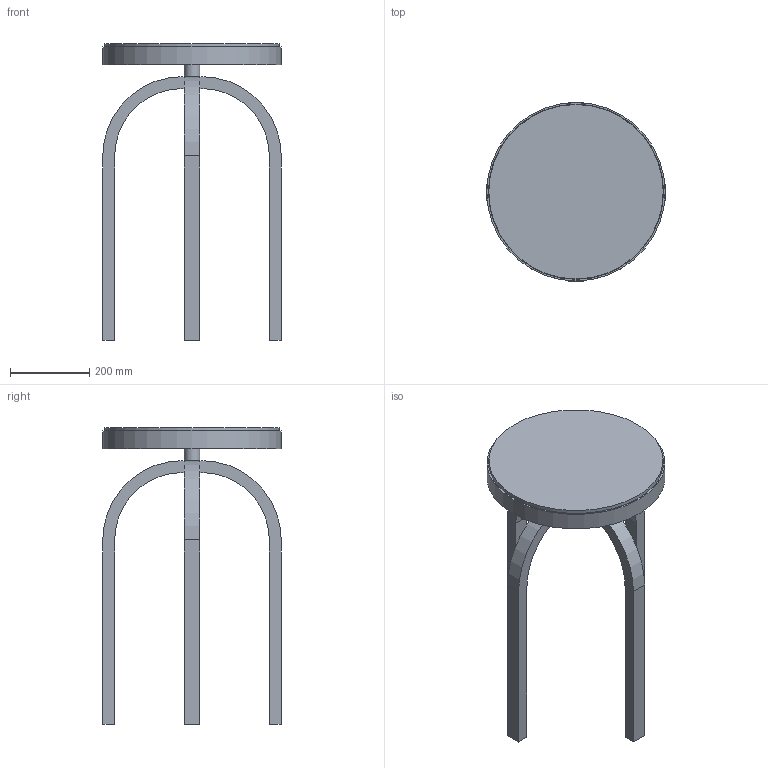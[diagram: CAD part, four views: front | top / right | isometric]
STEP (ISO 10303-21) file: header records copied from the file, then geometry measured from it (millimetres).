
FILE_DESCRIPTION(('FreeCAD Model'),'2;1');
FILE_NAME('Counter Chair.step','2017-03-27T08:19:55',( 'Author'),(''),'Open CASCADE STEP processor 7.1','FreeCAD','Unknown' );
FILE_SCHEMA(('AUTOMOTIVE_DESIGN_CC2 { 1 2 10303 214 -1 1 5 4 }'));
Length unit declared in the file: millimetre
Products named in the file (2): ASSEMBLY; Counter_chair
Assembly tree (1 placements, depth 2):
  ASSEMBLY
    Counter_chair
Bounding box: 450 x 450 x 748.27 mm (x, y, z)
Volume: 11444916.2 mm3; surface area: 1240136.3 mm2
Topology: 2 solids, 2 shells, 44 faces, 104 edges, 66 vertices
Faces by surface type: plane 32, cylinder 8, extrusion 4
Full cylindrical faces by diameter (mm): 40 x1, 440 x1, 442 x1, 450 x1
Entity records: 2972 total; most frequent: CARTESIAN_POINT 488, DIRECTION 415, VECTOR 254, LINE 250, ORIENTED_EDGE 208, PCURVE 208, DEFINITIONAL_REPRESENTATION 208, EDGE_CURVE 104
